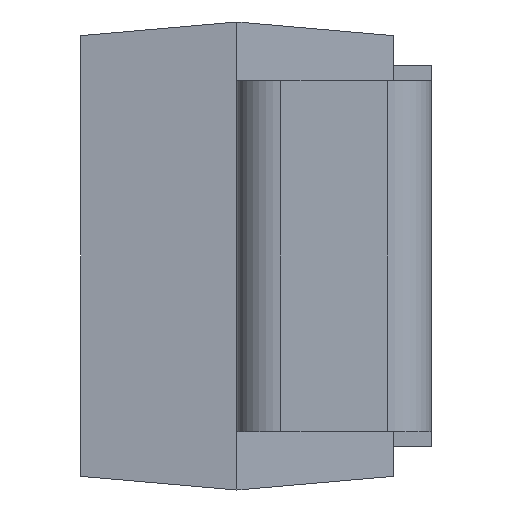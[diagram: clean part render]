
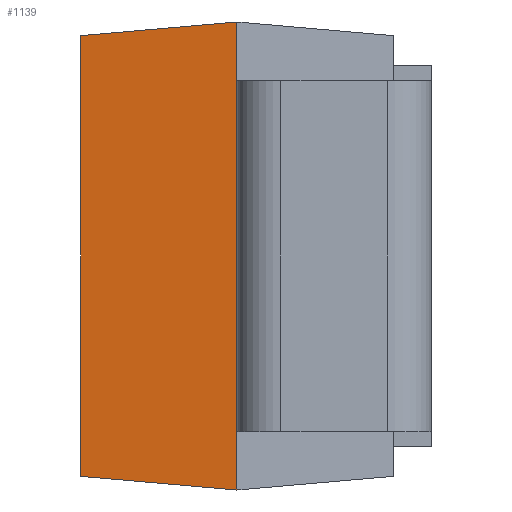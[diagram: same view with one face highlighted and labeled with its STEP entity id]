
A CAD part, left-side view. The second image highlights one B-rep face of the part: STEP entity #1139.
In plain terms, the highlighted planar face has unit normal (-0.996, 0.087, 0).
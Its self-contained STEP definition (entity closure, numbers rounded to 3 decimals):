
#35 = CARTESIAN_POINT ( 'NONE',  ( -1.45, 0.665, 0.8 ) ) ;
#95 = CARTESIAN_POINT ( 'NONE',  ( -1.45, 0.665, 0.6 ) ) ;
#190 = EDGE_CURVE ( 'NONE', #1060, #2269, #1742, .T. ) ;
#212 = DIRECTION ( 'NONE',  ( 0., 0., 1. ) ) ;
#215 = CARTESIAN_POINT ( 'NONE',  ( -1.45, 0.665, 0.8 ) ) ;
#222 = ORIENTED_EDGE ( 'NONE', *, *, #1096, .F. ) ;
#229 = CARTESIAN_POINT ( 'NONE',  ( -1.403, 1.2, 0.753 ) ) ;
#245 = CARTESIAN_POINT ( 'NONE',  ( -1.403, 1.2, 0.8 ) ) ;
#318 = CARTESIAN_POINT ( 'NONE',  ( -1.45, 0.665, -0.8 ) ) ;
#360 = VERTEX_POINT ( 'NONE', #215 ) ;
#400 = LINE ( 'NONE', #245, #1938 ) ;
#469 = EDGE_CURVE ( 'NONE', #1446, #1149, #400, .T. ) ;
#533 = AXIS2_PLACEMENT_3D ( 'NONE', #35, #1069, #744 ) ;
#560 = EDGE_CURVE ( 'NONE', #1446, #1060, #783, .T. ) ;
#567 = CARTESIAN_POINT ( 'NONE',  ( -1.428, 0.915, 0.778 ) ) ;
#623 = DIRECTION ( 'NONE',  ( 0., 0., 1. ) ) ;
#744 = DIRECTION ( 'NONE',  ( -0.087, -0.996, 0. ) ) ;
#768 = EDGE_CURVE ( 'NONE', #1829, #360, #1265, .T. ) ;
#783 = LINE ( 'NONE', #2208, #1163 ) ;
#853 = ORIENTED_EDGE ( 'NONE', *, *, #560, .T. ) ;
#882 = ORIENTED_EDGE ( 'NONE', *, *, #1302, .T. ) ;
#1060 = VERTEX_POINT ( 'NONE', #318 ) ;
#1061 = CARTESIAN_POINT ( 'NONE',  ( -1.45, 0.665, 0.8 ) ) ;
#1069 = DIRECTION ( 'NONE',  ( -0.996, 0.087, 0. ) ) ;
#1088 = LINE ( 'NONE', #567, #1530 ) ;
#1096 = EDGE_CURVE ( 'NONE', #1149, #360, #1088, .T. ) ;
#1139 = ADVANCED_FACE ( 'NONE', ( #1285 ), #1614, .T. ) ;
#1149 = VERTEX_POINT ( 'NONE', #229 ) ;
#1163 = VECTOR ( 'NONE', #2192, 1000. ) ;
#1166 = CARTESIAN_POINT ( 'NONE',  ( -1.45, 0.665, -0.6 ) ) ;
#1265 = LINE ( 'NONE', #1061, #1722 ) ;
#1285 = FACE_OUTER_BOUND ( 'NONE', #1307, .T. ) ;
#1302 = EDGE_CURVE ( 'NONE', #2269, #1829, #1522, .T. ) ;
#1303 = DIRECTION ( 'NONE',  ( 0., 0., 1. ) ) ;
#1307 = EDGE_LOOP ( 'NONE', ( #1619, #882, #2088, #222, #1523, #853 ) ) ;
#1382 = CARTESIAN_POINT ( 'NONE',  ( -1.45, 0.665, 0.8 ) ) ;
#1446 = VERTEX_POINT ( 'NONE', #1706 ) ;
#1522 = LINE ( 'NONE', #1166, #2130 ) ;
#1523 = ORIENTED_EDGE ( 'NONE', *, *, #469, .F. ) ;
#1530 = VECTOR ( 'NONE', #1592, 1000. ) ;
#1592 = DIRECTION ( 'NONE',  ( -0.087, -0.992, 0.087 ) ) ;
#1614 = PLANE ( 'NONE',  #533 ) ;
#1619 = ORIENTED_EDGE ( 'NONE', *, *, #190, .T. ) ;
#1706 = CARTESIAN_POINT ( 'NONE',  ( -1.403, 1.2, -0.753 ) ) ;
#1722 = VECTOR ( 'NONE', #212, 1000. ) ;
#1742 = LINE ( 'NONE', #1382, #1909 ) ;
#1829 = VERTEX_POINT ( 'NONE', #95 ) ;
#1875 = DIRECTION ( 'NONE',  ( 0., 0., 1. ) ) ;
#1909 = VECTOR ( 'NONE', #1875, 1000. ) ;
#1938 = VECTOR ( 'NONE', #1303, 1000. ) ;
#2079 = CARTESIAN_POINT ( 'NONE',  ( -1.45, 0.665, -0.6 ) ) ;
#2088 = ORIENTED_EDGE ( 'NONE', *, *, #768, .T. ) ;
#2130 = VECTOR ( 'NONE', #623, 1000. ) ;
#2192 = DIRECTION ( 'NONE',  ( -0.087, -0.992, -0.087 ) ) ;
#2208 = CARTESIAN_POINT ( 'NONE',  ( -1.438, 0.803, -0.788 ) ) ;
#2269 = VERTEX_POINT ( 'NONE', #2079 ) ;
